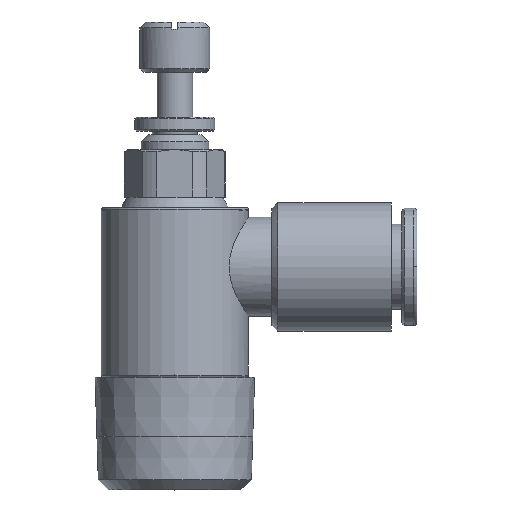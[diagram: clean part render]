
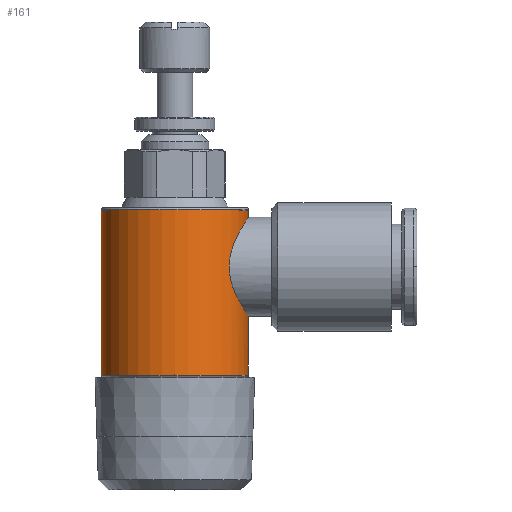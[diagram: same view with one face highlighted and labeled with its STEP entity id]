
A CAD part, top view. The second image highlights one B-rep face of the part: STEP entity #161.
In plain terms, the highlighted cylindrical face has radius 6.2 mm (diameter 12.4 mm), a partial arc.
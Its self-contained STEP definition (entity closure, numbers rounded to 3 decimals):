
#161=ADVANCED_FACE('',(#408),#409,.T.);
#408=FACE_OUTER_BOUND('',#655,.T.);
#409=CYLINDRICAL_SURFACE('',#656,6.2);
#655=EDGE_LOOP('',(#1526,#1527,#1528,#1529,#1530,#1531));
#656=AXIS2_PLACEMENT_3D('',#1532,#1533,#1534);
#1526=ORIENTED_EDGE('',*,*,#1547,.T.);
#1527=ORIENTED_EDGE('',*,*,#1638,.T.);
#1528=ORIENTED_EDGE('',*,*,#1550,.T.);
#1529=ORIENTED_EDGE('',*,*,#1541,.T.);
#1530=ORIENTED_EDGE('',*,*,#1549,.T.);
#1531=ORIENTED_EDGE('',*,*,#1799,.T.);
#1532=CARTESIAN_POINT('',(0.0,7.158,0.0));
#1533=DIRECTION('',(-0.0,1.0,0.0));
#1534=DIRECTION('',(1.0,0.0,0.0));
#1541=EDGE_CURVE('',#1813,#1811,#1814,.T.);
#1547=EDGE_CURVE('',#1820,#1821,#1822,.T.);
#1549=EDGE_CURVE('',#1811,#1823,#1825,.T.);
#1550=EDGE_CURVE('',#1826,#1813,#1827,.T.);
#1638=EDGE_CURVE('',#1821,#1826,#1991,.T.);
#1799=EDGE_CURVE('',#1823,#1820,#2228,.T.);
#1811=VERTEX_POINT('',#2240);
#1813=VERTEX_POINT('',#2242);
#1814=CIRCLE('',#2243,6.2);
#1820=VERTEX_POINT('',#2249);
#1821=VERTEX_POINT('',#2250);
#1822=LINE('',#2251,#2252);
#1823=VERTEX_POINT('',#2253);
#1825=LINE('',#2255,#2256);
#1826=VERTEX_POINT('',#2257);
#1827=LINE('',#2258,#2259);
#1991=B_SPLINE_CURVE_WITH_KNOTS('',3,(#2522,#2523,#2524,#2525,#2526,#2527,#2528,#2529,#2530,#2531,#2532,#2533,#2534,#2535,#2536,#2537,#2538,#2539,#2540,#2541,#2542,#2543,#2544,#2545,#2546,#2547,#2548,#2549,#2550,#2551,#2552,#2553,#2554,#2555),.UNSPECIFIED.,.F.,.F.,(4,2,2,2,2,2,2,2,2,2,2,2,2,2,2,2,4),(6.56,7.375,8.19,9.005,9.82,10.645,11.47,12.294,13.119,13.944,14.769,15.593,16.418,17.233,18.048,18.864,19.679),.UNSPECIFIED.);
#2228=CIRCLE('',#3051,6.2);
#2240=CARTESIAN_POINT('',(-6.2,14.126,0.));
#2242=CARTESIAN_POINT('',(6.2,14.126,0.));
#2243=AXIS2_PLACEMENT_3D('',#3070,#3071,#3072);
#2249=CARTESIAN_POINT('',(6.2,0.189,0.));
#2250=CARTESIAN_POINT('',(6.2,5.155,0.));
#2251=CARTESIAN_POINT('',(6.2,7.158,0.));
#2252=VECTOR('',#3088,1.0);
#2253=CARTESIAN_POINT('',(-6.2,0.189,0.));
#2255=CARTESIAN_POINT('',(-6.2,7.158,0.));
#2256=VECTOR('',#3092,1.0);
#2257=CARTESIAN_POINT('',(6.2,13.505,0.));
#2258=CARTESIAN_POINT('',(6.2,7.158,0.));
#2259=VECTOR('',#3093,1.0);
#2522=CARTESIAN_POINT('',(6.2,5.155,0.));
#2523=CARTESIAN_POINT('',(6.2,5.155,0.272));
#2524=CARTESIAN_POINT('',(6.182,5.182,0.55));
#2525=CARTESIAN_POINT('',(6.108,5.292,1.098));
#2526=CARTESIAN_POINT('',(6.053,5.375,1.367));
#2527=CARTESIAN_POINT('',(5.914,5.592,1.88));
#2528=CARTESIAN_POINT('',(5.83,5.725,2.123));
#2529=CARTESIAN_POINT('',(5.648,6.028,2.569));
#2530=CARTESIAN_POINT('',(5.549,6.198,2.773));
#2531=CARTESIAN_POINT('',(5.354,6.559,3.134));
#2532=CARTESIAN_POINT('',(5.249,6.764,3.304));
#2533=CARTESIAN_POINT('',(5.046,7.21,3.607));
#2534=CARTESIAN_POINT('',(4.948,7.452,3.739));
#2535=CARTESIAN_POINT('',(4.778,7.961,3.954));
#2536=CARTESIAN_POINT('',(4.706,8.229,4.037));
#2537=CARTESIAN_POINT('',(4.609,8.776,4.147));
#2538=CARTESIAN_POINT('',(4.584,9.055,4.175));
#2539=CARTESIAN_POINT('',(4.584,9.605,4.175));
#2540=CARTESIAN_POINT('',(4.609,9.884,4.147));
#2541=CARTESIAN_POINT('',(4.706,10.431,4.037));
#2542=CARTESIAN_POINT('',(4.778,10.699,3.954));
#2543=CARTESIAN_POINT('',(4.948,11.208,3.739));
#2544=CARTESIAN_POINT('',(5.046,11.45,3.607));
#2545=CARTESIAN_POINT('',(5.249,11.896,3.304));
#2546=CARTESIAN_POINT('',(5.354,12.101,3.134));
#2547=CARTESIAN_POINT('',(5.549,12.462,2.773));
#2548=CARTESIAN_POINT('',(5.648,12.632,2.569));
#2549=CARTESIAN_POINT('',(5.83,12.935,2.123));
#2550=CARTESIAN_POINT('',(5.914,13.068,1.88));
#2551=CARTESIAN_POINT('',(6.053,13.285,1.367));
#2552=CARTESIAN_POINT('',(6.108,13.368,1.098));
#2553=CARTESIAN_POINT('',(6.182,13.478,0.55));
#2554=CARTESIAN_POINT('',(6.2,13.505,0.272));
#2555=CARTESIAN_POINT('',(6.2,13.505,0.));
#3051=AXIS2_PLACEMENT_3D('',#3583,#3584,#3585);
#3070=CARTESIAN_POINT('',(0.0,14.126,0.0));
#3071=DIRECTION('',(0.0,-1.0,0.0));
#3072=DIRECTION('',(1.0,0.0,0.0));
#3088=DIRECTION('',(0.0,1.0,0.0));
#3092=DIRECTION('',(-0.0,-1.0,-0.0));
#3093=DIRECTION('',(0.0,1.0,0.0));
#3583=CARTESIAN_POINT('',(0.0,0.189,0.0));
#3584=DIRECTION('',(-0.0,1.0,0.0));
#3585=DIRECTION('',(1.0,0.0,0.0));
